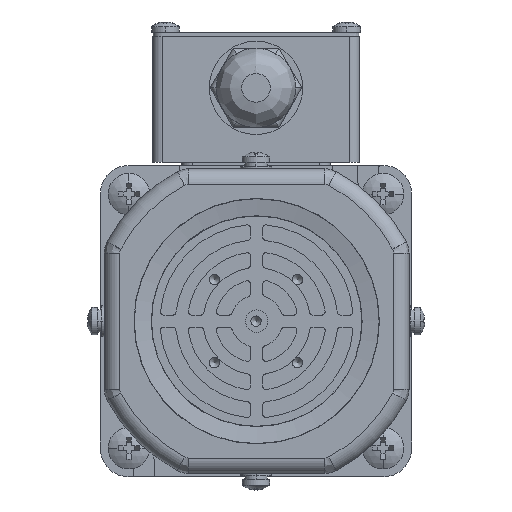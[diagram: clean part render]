
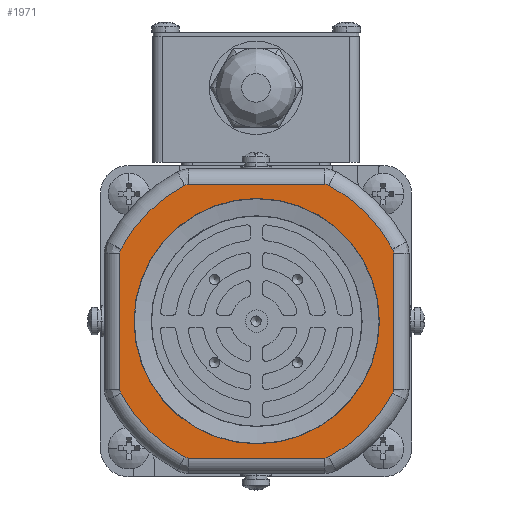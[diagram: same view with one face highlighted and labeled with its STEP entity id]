
A CAD part, left-side view. The second image highlights one B-rep face of the part: STEP entity #1971.
In plain terms, the highlighted planar face has unit normal (-1, 0, 0).
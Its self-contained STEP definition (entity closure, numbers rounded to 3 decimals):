
#751=FACE_BOUND('',#5474,.T.);
#1030=PLANE('',#24442);
#1971=ADVANCED_FACE('',(#3946,#751),#1030,.F.);
#3946=FACE_OUTER_BOUND('',#5473,.T.);
#5473=EDGE_LOOP('',(#12116,#12117,#12118,#12119,#12120,#12121,#12122,#12123,
#12124,#12125,#12126,#12127,#12128,#12129,#12130,#12131));
#5474=EDGE_LOOP('',(#12132));
#7069=LINE('',#37572,#8617);
#7070=LINE('',#37580,#8618);
#7071=LINE('',#37588,#8619);
#7072=LINE('',#37596,#8620);
#8617=VECTOR('',#29383,1.);
#8618=VECTOR('',#29390,1.);
#8619=VECTOR('',#29397,1.);
#8620=VECTOR('',#29404,1.);
#12116=ORIENTED_EDGE('',*,*,#19635,.T.);
#12117=ORIENTED_EDGE('',*,*,#19636,.T.);
#12118=ORIENTED_EDGE('',*,*,#19637,.T.);
#12119=ORIENTED_EDGE('',*,*,#19638,.T.);
#12120=ORIENTED_EDGE('',*,*,#19639,.T.);
#12121=ORIENTED_EDGE('',*,*,#19640,.T.);
#12122=ORIENTED_EDGE('',*,*,#19641,.T.);
#12123=ORIENTED_EDGE('',*,*,#19642,.T.);
#12124=ORIENTED_EDGE('',*,*,#19643,.T.);
#12125=ORIENTED_EDGE('',*,*,#19644,.T.);
#12126=ORIENTED_EDGE('',*,*,#19645,.T.);
#12127=ORIENTED_EDGE('',*,*,#19646,.T.);
#12128=ORIENTED_EDGE('',*,*,#19647,.T.);
#12129=ORIENTED_EDGE('',*,*,#19648,.T.);
#12130=ORIENTED_EDGE('',*,*,#19649,.T.);
#12131=ORIENTED_EDGE('',*,*,#19650,.T.);
#12132=ORIENTED_EDGE('',*,*,#19634,.F.);
#17130=VERTEX_POINT('',#37565);
#17131=VERTEX_POINT('',#37568);
#17132=VERTEX_POINT('',#37569);
#17133=VERTEX_POINT('',#37571);
#17134=VERTEX_POINT('',#37573);
#17135=VERTEX_POINT('',#37575);
#17136=VERTEX_POINT('',#37577);
#17137=VERTEX_POINT('',#37579);
#17138=VERTEX_POINT('',#37581);
#17139=VERTEX_POINT('',#37583);
#17140=VERTEX_POINT('',#37585);
#17141=VERTEX_POINT('',#37587);
#17142=VERTEX_POINT('',#37589);
#17143=VERTEX_POINT('',#37591);
#17144=VERTEX_POINT('',#37593);
#17145=VERTEX_POINT('',#37595);
#17146=VERTEX_POINT('',#37597);
#19634=EDGE_CURVE('',#17130,#17130,#22267,.T.);
#19635=EDGE_CURVE('',#17131,#17132,#22268,.T.);
#19636=EDGE_CURVE('',#17132,#17133,#22269,.T.);
#19637=EDGE_CURVE('',#17133,#17134,#7069,.T.);
#19638=EDGE_CURVE('',#17134,#17135,#22270,.T.);
#19639=EDGE_CURVE('',#17135,#17136,#22271,.T.);
#19640=EDGE_CURVE('',#17136,#17137,#22272,.T.);
#19641=EDGE_CURVE('',#17137,#17138,#7070,.T.);
#19642=EDGE_CURVE('',#17138,#17139,#22273,.T.);
#19643=EDGE_CURVE('',#17139,#17140,#22274,.T.);
#19644=EDGE_CURVE('',#17140,#17141,#22275,.T.);
#19645=EDGE_CURVE('',#17141,#17142,#7071,.T.);
#19646=EDGE_CURVE('',#17142,#17143,#22276,.T.);
#19647=EDGE_CURVE('',#17143,#17144,#22277,.T.);
#19648=EDGE_CURVE('',#17144,#17145,#22278,.T.);
#19649=EDGE_CURVE('',#17145,#17146,#7072,.T.);
#19650=EDGE_CURVE('',#17146,#17131,#22279,.T.);
#22267=CIRCLE('',#24428,35.421);
#22268=CIRCLE('',#24430,44.5);
#22269=CIRCLE('',#24431,2.5);
#22270=CIRCLE('',#24432,2.5);
#22271=CIRCLE('',#24433,44.5);
#22272=CIRCLE('',#24434,2.5);
#22273=CIRCLE('',#24435,2.5);
#22274=CIRCLE('',#24436,44.5);
#22275=CIRCLE('',#24437,2.5);
#22276=CIRCLE('',#24438,2.5);
#22277=CIRCLE('',#24439,44.5);
#22278=CIRCLE('',#24440,2.5);
#22279=CIRCLE('',#24441,2.5);
#24428=AXIS2_PLACEMENT_3D('',#37564,#29375,#29376);
#24430=AXIS2_PLACEMENT_3D('',#37567,#29379,#29380);
#24431=AXIS2_PLACEMENT_3D('',#37570,#29381,#29382);
#24432=AXIS2_PLACEMENT_3D('',#37574,#29384,#29385);
#24433=AXIS2_PLACEMENT_3D('',#37576,#29386,#29387);
#24434=AXIS2_PLACEMENT_3D('',#37578,#29388,#29389);
#24435=AXIS2_PLACEMENT_3D('',#37582,#29391,#29392);
#24436=AXIS2_PLACEMENT_3D('',#37584,#29393,#29394);
#24437=AXIS2_PLACEMENT_3D('',#37586,#29395,#29396);
#24438=AXIS2_PLACEMENT_3D('',#37590,#29398,#29399);
#24439=AXIS2_PLACEMENT_3D('',#37592,#29400,#29401);
#24440=AXIS2_PLACEMENT_3D('',#37594,#29402,#29403);
#24441=AXIS2_PLACEMENT_3D('',#37598,#29405,#29406);
#24442=AXIS2_PLACEMENT_3D('',#37599,#29407,#29408);
#29375=DIRECTION('',(-1.,0.,0.));
#29376=DIRECTION('',(0.,0.,1.));
#29379=DIRECTION('',(-1.,0.,0.));
#29380=DIRECTION('',(0.,0.,-1.));
#29381=DIRECTION('',(-1.,0.,0.));
#29382=DIRECTION('',(0.,0.,-1.));
#29383=DIRECTION('',(0.,0.,-1.));
#29384=DIRECTION('',(-1.,0.,0.));
#29385=DIRECTION('',(0.,0.,-1.));
#29386=DIRECTION('',(-1.,0.,0.));
#29387=DIRECTION('',(0.,0.,-1.));
#29388=DIRECTION('',(-1.,0.,0.));
#29389=DIRECTION('',(0.,0.,-1.));
#29390=DIRECTION('',(0.,-1.,0.));
#29391=DIRECTION('',(-1.,0.,0.));
#29392=DIRECTION('',(0.,0.,-1.));
#29393=DIRECTION('',(-1.,0.,0.));
#29394=DIRECTION('',(0.,0.,-1.));
#29395=DIRECTION('',(-1.,0.,0.));
#29396=DIRECTION('',(0.,0.,-1.));
#29397=DIRECTION('',(0.,0.,1.));
#29398=DIRECTION('',(-1.,0.,0.));
#29399=DIRECTION('',(0.,0.,-1.));
#29400=DIRECTION('',(-1.,0.,0.));
#29401=DIRECTION('',(0.,0.,-1.));
#29402=DIRECTION('',(-1.,0.,0.));
#29403=DIRECTION('',(0.,0.,-1.));
#29404=DIRECTION('',(0.,1.,0.));
#29405=DIRECTION('',(-1.,0.,0.));
#29406=DIRECTION('',(0.,0.,-1.));
#29407=DIRECTION('',(1.,0.,0.));
#29408=DIRECTION('',(0.,0.,-1.));
#37564=CARTESIAN_POINT('',(2499.192,-775.357,0.));
#37565=CARTESIAN_POINT('',(2499.192,-775.357,35.421));
#37567=CARTESIAN_POINT('',(2499.192,-775.357,0.));
#37568=CARTESIAN_POINT('',(2499.192,-754.498,39.308));
#37569=CARTESIAN_POINT('',(2499.192,-736.049,20.859));
#37570=CARTESIAN_POINT('',(2499.192,-738.257,19.687));
#37571=CARTESIAN_POINT('',(2499.192,-735.757,19.687));
#37572=CARTESIAN_POINT('',(2499.192,-735.757,0.));
#37573=CARTESIAN_POINT('',(2499.192,-735.757,-19.687));
#37574=CARTESIAN_POINT('',(2499.192,-738.257,-19.687));
#37575=CARTESIAN_POINT('',(2499.192,-736.049,-20.859));
#37576=CARTESIAN_POINT('',(2499.192,-775.357,0.));
#37577=CARTESIAN_POINT('',(2499.192,-754.498,-39.308));
#37578=CARTESIAN_POINT('',(2499.192,-755.67,-37.1));
#37579=CARTESIAN_POINT('',(2499.192,-755.67,-39.6));
#37580=CARTESIAN_POINT('',(2499.192,-735.757,-39.6));
#37581=CARTESIAN_POINT('',(2499.192,-795.045,-39.6));
#37582=CARTESIAN_POINT('',(2499.192,-795.045,-37.1));
#37583=CARTESIAN_POINT('',(2499.192,-796.217,-39.308));
#37584=CARTESIAN_POINT('',(2499.192,-775.357,0.));
#37585=CARTESIAN_POINT('',(2499.192,-814.666,-20.859));
#37586=CARTESIAN_POINT('',(2499.192,-812.457,-19.687));
#37587=CARTESIAN_POINT('',(2499.192,-814.957,-19.687));
#37588=CARTESIAN_POINT('',(2499.192,-814.957,0.));
#37589=CARTESIAN_POINT('',(2499.192,-814.957,19.687));
#37590=CARTESIAN_POINT('',(2499.192,-812.457,19.687));
#37591=CARTESIAN_POINT('',(2499.192,-814.666,20.859));
#37592=CARTESIAN_POINT('',(2499.192,-775.357,0.));
#37593=CARTESIAN_POINT('',(2499.192,-796.217,39.308));
#37594=CARTESIAN_POINT('',(2499.192,-795.045,37.1));
#37595=CARTESIAN_POINT('',(2499.192,-795.045,39.6));
#37596=CARTESIAN_POINT('',(2499.192,-735.757,39.6));
#37597=CARTESIAN_POINT('',(2499.192,-755.67,39.6));
#37598=CARTESIAN_POINT('',(2499.192,-755.67,37.1));
#37599=CARTESIAN_POINT('',(2499.192,-735.757,0.));
